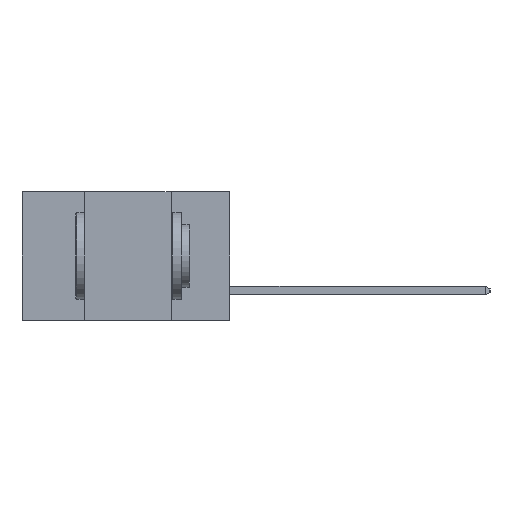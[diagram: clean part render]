
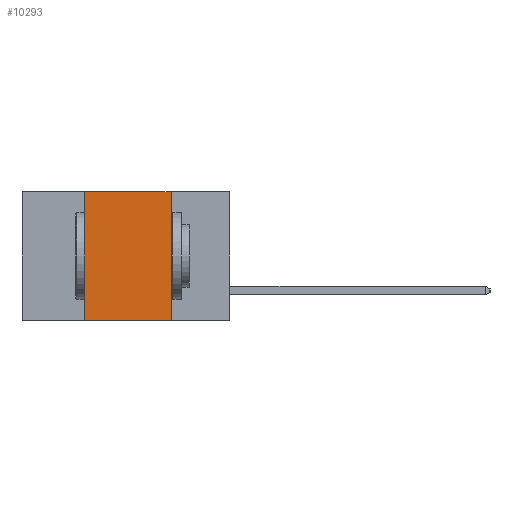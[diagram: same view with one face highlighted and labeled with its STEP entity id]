
A CAD part, left-side view. The second image highlights one B-rep face of the part: STEP entity #10293.
In plain terms, the highlighted planar face has unit normal (-1, 0, 0).
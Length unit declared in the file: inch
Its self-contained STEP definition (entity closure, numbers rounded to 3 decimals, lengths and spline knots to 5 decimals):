
#222 = CARTESIAN_POINT ( 'NONE',  ( 0., 0.17, 0. ) ) ;
#309 = CARTESIAN_POINT ( 'NONE',  ( 0., 0.17, -0.37 ) ) ;
#487 = LINE ( 'NONE', #5984, #5462 ) ;
#868 = EDGE_CURVE ( 'NONE', #7557, #6912, #6935, .T. ) ;
#1010 = CARTESIAN_POINT ( 'NONE',  ( 0., 0.17, 0. ) ) ;
#1691 = VECTOR ( 'NONE', #7542, 39.37008 ) ;
#1694 = ORIENTED_EDGE ( 'NONE', *, *, #6322, .F. ) ;
#1851 = VERTEX_POINT ( 'NONE', #3856 ) ;
#2041 = EDGE_LOOP ( 'NONE', ( #6241, #1694, #8809, #6786 ) ) ;
#2431 = CARTESIAN_POINT ( 'NONE',  ( 0., 0.6, -0.37 ) ) ;
#2585 = PLANE ( 'NONE',  #2926 ) ;
#2926 = AXIS2_PLACEMENT_3D ( 'NONE', #10520, #5359, #11380 ) ;
#3856 = CARTESIAN_POINT ( 'NONE',  ( 0., 0.42, 0. ) ) ;
#4176 = LINE ( 'NONE', #5174, #10778 ) ;
#5174 = CARTESIAN_POINT ( 'NONE',  ( 0., 0.6, 0. ) ) ;
#5359 = DIRECTION ( 'NONE',  ( 1., 0., 0. ) ) ;
#5462 = VECTOR ( 'NONE', #7712, 39.37008 ) ;
#5926 = CARTESIAN_POINT ( 'NONE',  ( 0., 0.42, -0.37 ) ) ;
#5984 = CARTESIAN_POINT ( 'NONE',  ( 0., 0.42, 0. ) ) ;
#6241 = ORIENTED_EDGE ( 'NONE', *, *, #11239, .F. ) ;
#6322 = EDGE_CURVE ( 'NONE', #1851, #8666, #4176, .T. ) ;
#6659 = VECTOR ( 'NONE', #9346, 39.37008 ) ;
#6782 = LINE ( 'NONE', #222, #1691 ) ;
#6786 = ORIENTED_EDGE ( 'NONE', *, *, #868, .T. ) ;
#6912 = VERTEX_POINT ( 'NONE', #309 ) ;
#6935 = LINE ( 'NONE', #2431, #6659 ) ;
#7542 = DIRECTION ( 'NONE',  ( 0., 0., -1. ) ) ;
#7557 = VERTEX_POINT ( 'NONE', #5926 ) ;
#7626 = FACE_OUTER_BOUND ( 'NONE', #2041, .T. ) ;
#7712 = DIRECTION ( 'NONE',  ( 0., 0., 1. ) ) ;
#8666 = VERTEX_POINT ( 'NONE', #1010 ) ;
#8809 = ORIENTED_EDGE ( 'NONE', *, *, #10095, .F. ) ;
#9346 = DIRECTION ( 'NONE',  ( 0., -1., 0. ) ) ;
#10095 = EDGE_CURVE ( 'NONE', #7557, #1851, #487, .T. ) ;
#10293 = ADVANCED_FACE ( 'NONE', ( #7626 ), #2585, .F. ) ;
#10520 = CARTESIAN_POINT ( 'NONE',  ( 0., 0.6, 0. ) ) ;
#10764 = DIRECTION ( 'NONE',  ( 0., -1., 0. ) ) ;
#10778 = VECTOR ( 'NONE', #10764, 39.37008 ) ;
#11239 = EDGE_CURVE ( 'NONE', #8666, #6912, #6782, .T. ) ;
#11380 = DIRECTION ( 'NONE',  ( 0., 0., -1. ) ) ;
